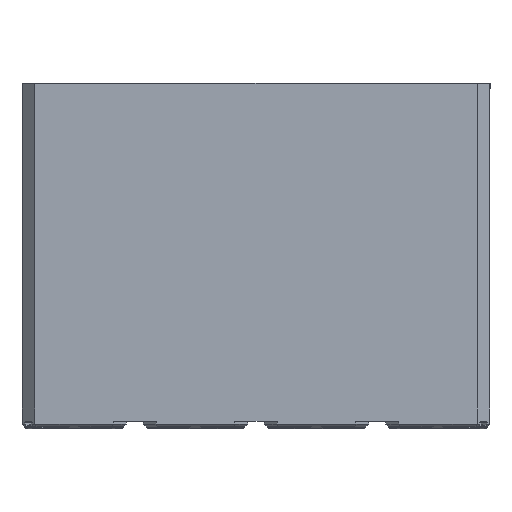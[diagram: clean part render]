
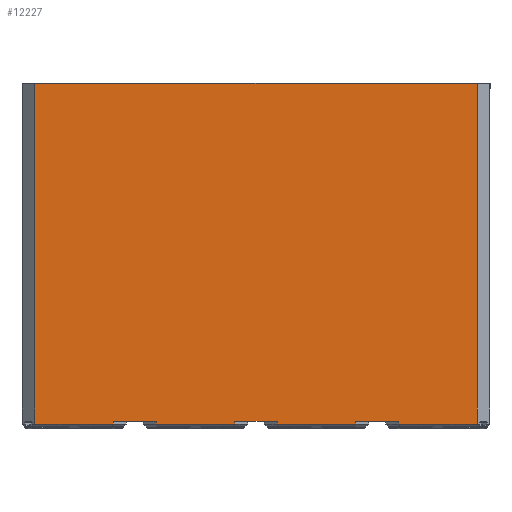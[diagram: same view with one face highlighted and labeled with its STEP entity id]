
A CAD part, left-side view. The second image highlights one B-rep face of the part: STEP entity #12227.
In plain terms, the highlighted planar face has unit normal (-1, 0, 0).
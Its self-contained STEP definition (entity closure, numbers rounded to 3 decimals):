
#25=FACE_OUTER_BOUND('',#728,.T.);
#728=EDGE_LOOP('',(#7939,#7940,#7941,#7942,#7943,#7944,#7945,#7946,#7947,
#7948,#7949,#7950,#7951,#7952,#7953,#7954));
#1447=LINE('',#16859,#3243);
#1448=LINE('',#16861,#3244);
#1449=LINE('',#16863,#3245);
#1450=LINE('',#16865,#3246);
#1451=LINE('',#16867,#3247);
#1452=LINE('',#16869,#3248);
#1453=LINE('',#16871,#3249);
#1454=LINE('',#16873,#3250);
#1455=LINE('',#16875,#3251);
#1456=LINE('',#16877,#3252);
#1457=LINE('',#16879,#3253);
#1458=LINE('',#16881,#3254);
#1459=LINE('',#16883,#3255);
#1460=LINE('',#16885,#3256);
#1461=LINE('',#16887,#3257);
#1462=LINE('',#16888,#3258);
#3243=VECTOR('',#13648,10.);
#3244=VECTOR('',#13649,10.);
#3245=VECTOR('',#13650,10.);
#3246=VECTOR('',#13651,10.);
#3247=VECTOR('',#13652,10.);
#3248=VECTOR('',#13653,10.);
#3249=VECTOR('',#13654,10.);
#3250=VECTOR('',#13655,10.);
#3251=VECTOR('',#13656,10.);
#3252=VECTOR('',#13657,10.);
#3253=VECTOR('',#13658,10.);
#3254=VECTOR('',#13659,10.);
#3255=VECTOR('',#13660,10.);
#3256=VECTOR('',#13661,10.);
#3257=VECTOR('',#13662,10.);
#3258=VECTOR('',#13663,10.);
#5039=VERTEX_POINT('',#16857);
#5040=VERTEX_POINT('',#16858);
#5041=VERTEX_POINT('',#16860);
#5042=VERTEX_POINT('',#16862);
#5043=VERTEX_POINT('',#16864);
#5044=VERTEX_POINT('',#16866);
#5045=VERTEX_POINT('',#16868);
#5046=VERTEX_POINT('',#16870);
#5047=VERTEX_POINT('',#16872);
#5048=VERTEX_POINT('',#16874);
#5049=VERTEX_POINT('',#16876);
#5050=VERTEX_POINT('',#16878);
#5051=VERTEX_POINT('',#16880);
#5052=VERTEX_POINT('',#16882);
#5053=VERTEX_POINT('',#16884);
#5054=VERTEX_POINT('',#16886);
#6143=EDGE_CURVE('',#5039,#5040,#1447,.T.);
#6144=EDGE_CURVE('',#5041,#5040,#1448,.T.);
#6145=EDGE_CURVE('',#5041,#5042,#1449,.T.);
#6146=EDGE_CURVE('',#5043,#5042,#1450,.T.);
#6147=EDGE_CURVE('',#5044,#5043,#1451,.T.);
#6148=EDGE_CURVE('',#5045,#5044,#1452,.T.);
#6149=EDGE_CURVE('',#5045,#5046,#1453,.T.);
#6150=EDGE_CURVE('',#5047,#5046,#1454,.T.);
#6151=EDGE_CURVE('',#5048,#5047,#1455,.T.);
#6152=EDGE_CURVE('',#5049,#5048,#1456,.T.);
#6153=EDGE_CURVE('',#5049,#5050,#1457,.T.);
#6154=EDGE_CURVE('',#5051,#5050,#1458,.T.);
#6155=EDGE_CURVE('',#5052,#5051,#1459,.T.);
#6156=EDGE_CURVE('',#5053,#5052,#1460,.T.);
#6157=EDGE_CURVE('',#5053,#5054,#1461,.T.);
#6158=EDGE_CURVE('',#5039,#5054,#1462,.T.);
#7939=ORIENTED_EDGE('',*,*,#6143,.T.);
#7940=ORIENTED_EDGE('',*,*,#6144,.F.);
#7941=ORIENTED_EDGE('',*,*,#6145,.T.);
#7942=ORIENTED_EDGE('',*,*,#6146,.F.);
#7943=ORIENTED_EDGE('',*,*,#6147,.F.);
#7944=ORIENTED_EDGE('',*,*,#6148,.F.);
#7945=ORIENTED_EDGE('',*,*,#6149,.T.);
#7946=ORIENTED_EDGE('',*,*,#6150,.F.);
#7947=ORIENTED_EDGE('',*,*,#6151,.F.);
#7948=ORIENTED_EDGE('',*,*,#6152,.F.);
#7949=ORIENTED_EDGE('',*,*,#6153,.T.);
#7950=ORIENTED_EDGE('',*,*,#6154,.F.);
#7951=ORIENTED_EDGE('',*,*,#6155,.F.);
#7952=ORIENTED_EDGE('',*,*,#6156,.F.);
#7953=ORIENTED_EDGE('',*,*,#6157,.T.);
#7954=ORIENTED_EDGE('',*,*,#6158,.F.);
#11524=PLANE('',#12932);
#12227=ADVANCED_FACE('',(#25),#11524,.T.);
#12932=AXIS2_PLACEMENT_3D('',#16856,#13646,#13647);
#13646=DIRECTION('center_axis',(-1.,0.,0.));
#13647=DIRECTION('ref_axis',(0.,-1.,0.));
#13648=DIRECTION('',(0.,0.,-1.));
#13649=DIRECTION('',(0.,1.,0.));
#13650=DIRECTION('',(0.,0.,1.));
#13651=DIRECTION('',(0.,1.,0.));
#13652=DIRECTION('',(0.,0.,1.));
#13653=DIRECTION('',(0.,1.,0.));
#13654=DIRECTION('',(0.,0.,1.));
#13655=DIRECTION('',(0.,1.,0.));
#13656=DIRECTION('',(0.,0.,1.));
#13657=DIRECTION('',(0.,1.,0.));
#13658=DIRECTION('',(0.,0.,1.));
#13659=DIRECTION('',(0.,1.,0.));
#13660=DIRECTION('',(0.,0.,1.));
#13661=DIRECTION('',(0.,1.,0.));
#13662=DIRECTION('',(0.,0.,1.));
#13663=DIRECTION('',(0.,-1.,0.));
#16856=CARTESIAN_POINT('Origin',(-21.5,166.228,4.2));
#16857=CARTESIAN_POINT('',(-21.5,166.228,142.6));
#16858=CARTESIAN_POINT('',(-21.5,166.228,2.));
#16859=CARTESIAN_POINT('',(-21.5,166.228,4.2));
#16860=CARTESIAN_POINT('',(-21.5,133.772,2.));
#16861=CARTESIAN_POINT('',(-21.5,133.772,2.));
#16862=CARTESIAN_POINT('',(-21.5,133.772,3.2));
#16863=CARTESIAN_POINT('',(-21.5,133.772,2.));
#16864=CARTESIAN_POINT('',(-21.5,116.228,3.2));
#16865=CARTESIAN_POINT('',(-21.5,0.,3.2));
#16866=CARTESIAN_POINT('',(-21.5,116.228,2.));
#16867=CARTESIAN_POINT('',(-21.5,116.228,2.));
#16868=CARTESIAN_POINT('',(-21.5,83.772,2.));
#16869=CARTESIAN_POINT('',(-21.5,83.772,2.));
#16870=CARTESIAN_POINT('',(-21.5,83.772,3.2));
#16871=CARTESIAN_POINT('',(-21.5,83.772,2.));
#16872=CARTESIAN_POINT('',(-21.5,66.228,3.2));
#16873=CARTESIAN_POINT('',(-21.5,0.,3.2));
#16874=CARTESIAN_POINT('',(-21.5,66.228,2.));
#16875=CARTESIAN_POINT('',(-21.5,66.228,2.));
#16876=CARTESIAN_POINT('',(-21.5,33.772,2.));
#16877=CARTESIAN_POINT('',(-21.5,33.772,2.));
#16878=CARTESIAN_POINT('',(-21.5,33.772,3.2));
#16879=CARTESIAN_POINT('',(-21.5,33.772,2.));
#16880=CARTESIAN_POINT('',(-21.5,16.228,3.2));
#16881=CARTESIAN_POINT('',(-21.5,0.,3.2));
#16882=CARTESIAN_POINT('',(-21.5,16.228,2.));
#16883=CARTESIAN_POINT('',(-21.5,16.228,2.));
#16884=CARTESIAN_POINT('',(-21.5,-16.228,2.));
#16885=CARTESIAN_POINT('',(-21.5,-16.228,2.));
#16886=CARTESIAN_POINT('',(-21.5,-16.228,142.6));
#16887=CARTESIAN_POINT('',(-21.5,-16.228,4.2));
#16888=CARTESIAN_POINT('',(-21.5,-16.228,142.6));
